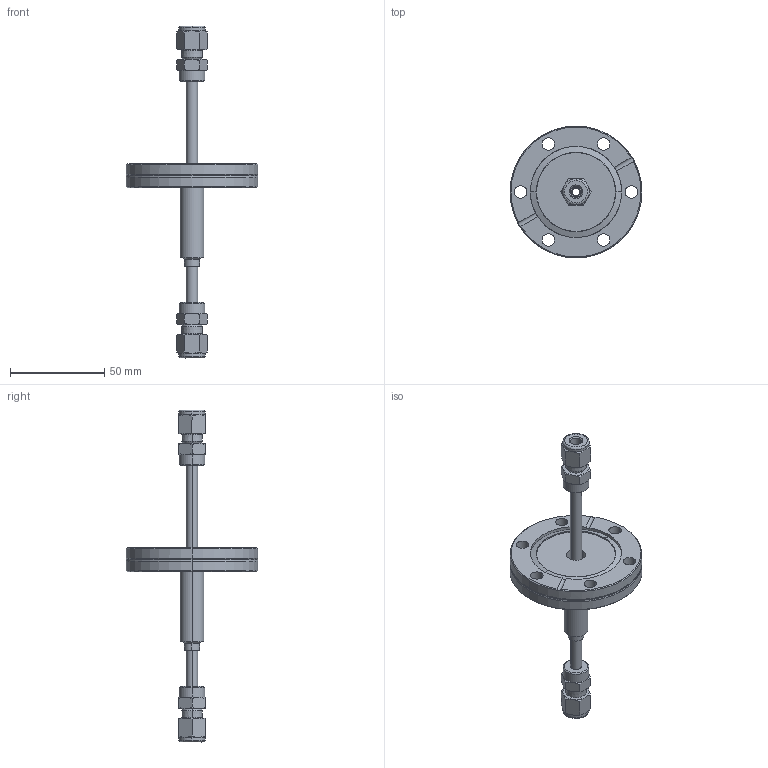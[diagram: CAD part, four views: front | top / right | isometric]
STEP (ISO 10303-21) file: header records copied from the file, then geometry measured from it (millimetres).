
FILE_DESCRIPTION (( 'STEP AP214' ), '1' );
FILE_NAME ('420XFN040-SS.stp', '2017-06-01T05:41:54', ( '' ), ( '' ), 'SwSTEP 2.0', 'SolidWorks 2015', '' );
FILE_SCHEMA (( 'AUTOMOTIVE_DESIGN' ));
Length unit declared in the file: millimetre
Products named in the file (1): 420XFN040-SS
Bounding box: 69.9 x 69.9 x 176 mm (x, y, z)
Volume: 54087.4 mm3; surface area: 23028 mm2
Topology: 1 solids, 3 shells, 207 faces, 456 edges, 271 vertices
Faces by surface type: cone 93, cylinder 54, plane 48, torus 8, bspline 4
Entity records: 8706 total; most frequent: CARTESIAN_POINT 1867, DIRECTION 981, ORIENTED_EDGE 912, EDGE_CURVE 456, AXIS2_PLACEMENT_3D 429, VERTEX_POINT 271, EDGE_LOOP 241, CIRCLE 225
